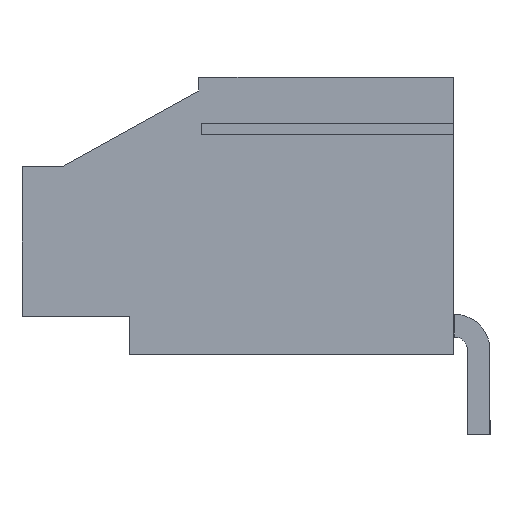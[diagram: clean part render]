
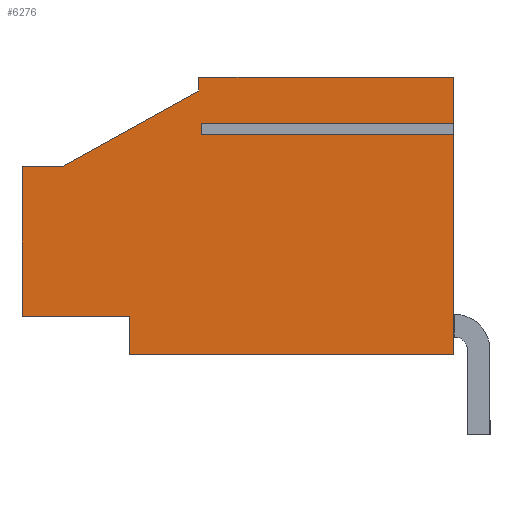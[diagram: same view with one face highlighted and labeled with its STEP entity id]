
A CAD part, left-side view. The second image highlights one B-rep face of the part: STEP entity #6276.
In plain terms, the highlighted planar face has unit normal (-1, 0, 0).
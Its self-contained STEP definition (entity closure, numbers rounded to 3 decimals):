
#6240=AXIS2_PLACEMENT_3D('Plane Axis2P3D',#6237,#6238,#6239) ;
#5822=CARTESIAN_POINT('Vertex',(10.16,18.57,11.963)) ;
#5829=CARTESIAN_POINT('Vertex',(10.16,18.57,6.022)) ;
#5832=CARTESIAN_POINT('Line Origine',(10.16,18.57,8.992)) ;
#5865=CARTESIAN_POINT('Vertex',(10.16,16.958,11.963)) ;
#5868=CARTESIAN_POINT('Line Origine',(10.16,17.764,11.963)) ;
#5889=CARTESIAN_POINT('Vertex',(10.16,11.55,14.961)) ;
#5892=CARTESIAN_POINT('Line Origine',(10.16,14.254,13.462)) ;
#5916=CARTESIAN_POINT('Line Origine',(10.16,11.55,15.239)) ;
#5920=CARTESIAN_POINT('Vertex',(10.16,11.55,15.517)) ;
#5940=CARTESIAN_POINT('Line Origine',(10.16,6.5,15.517)) ;
#5944=CARTESIAN_POINT('Vertex',(10.16,1.45,15.517)) ;
#5982=CARTESIAN_POINT('Vertex',(10.16,1.45,13.692)) ;
#6024=CARTESIAN_POINT('Vertex',(10.16,1.45,13.242)) ;
#6027=CARTESIAN_POINT('Line Origine',(10.16,1.45,8.879)) ;
#6031=CARTESIAN_POINT('Vertex',(10.16,1.45,4.517)) ;
#6039=CARTESIAN_POINT('Line Origine',(10.16,1.45,14.604)) ;
#6130=CARTESIAN_POINT('Vertex',(10.16,14.3,4.517)) ;
#6148=CARTESIAN_POINT('Line Origine',(10.16,7.875,4.517)) ;
#6181=CARTESIAN_POINT('Vertex',(10.16,14.3,6.022)) ;
#6184=CARTESIAN_POINT('Line Origine',(10.16,14.3,5.269)) ;
#6225=CARTESIAN_POINT('Line Origine',(10.16,16.435,6.022)) ;
#6237=CARTESIAN_POINT('Axis2P3D Location',(10.16,10.01,10.017)) ;
#6242=CARTESIAN_POINT('Line Origine',(10.16,6.45,13.242)) ;
#6246=CARTESIAN_POINT('Vertex',(10.16,11.45,13.242)) ;
#6249=CARTESIAN_POINT('Line Origine',(10.16,11.45,13.467)) ;
#6253=CARTESIAN_POINT('Vertex',(10.16,11.45,13.692)) ;
#6256=CARTESIAN_POINT('Line Origine',(10.16,6.45,13.692)) ;
#5833=DIRECTION('Vector Direction',(0.,0.,1.)) ;
#5869=DIRECTION('Vector Direction',(0.,-1.,0.)) ;
#5893=DIRECTION('Vector Direction',(0.,-0.875,0.485)) ;
#5917=DIRECTION('Vector Direction',(0.,0.,-1.)) ;
#5941=DIRECTION('Vector Direction',(0.,1.,0.)) ;
#6028=DIRECTION('Vector Direction',(0.,0.,1.)) ;
#6040=DIRECTION('Vector Direction',(0.,0.,1.)) ;
#6149=DIRECTION('Vector Direction',(0.,1.,0.)) ;
#6185=DIRECTION('Vector Direction',(0.,0.,1.)) ;
#6226=DIRECTION('Vector Direction',(0.,-1.,0.)) ;
#6238=DIRECTION('Axis2P3D Direction',(-1.,0.,0.)) ;
#6239=DIRECTION('Axis2P3D XDirection',(0.,0.,1.)) ;
#6243=DIRECTION('Vector Direction',(0.,1.,0.)) ;
#6250=DIRECTION('Vector Direction',(0.,0.,1.)) ;
#6257=DIRECTION('Vector Direction',(0.,1.,0.)) ;
#5834=VECTOR('Line Direction',#5833,1.) ;
#5870=VECTOR('Line Direction',#5869,1.) ;
#5894=VECTOR('Line Direction',#5893,1.) ;
#5918=VECTOR('Line Direction',#5917,1.) ;
#5942=VECTOR('Line Direction',#5941,1.) ;
#6029=VECTOR('Line Direction',#6028,1.) ;
#6041=VECTOR('Line Direction',#6040,1.) ;
#6150=VECTOR('Line Direction',#6149,1.) ;
#6186=VECTOR('Line Direction',#6185,1.) ;
#6227=VECTOR('Line Direction',#6226,1.) ;
#6244=VECTOR('Line Direction',#6243,1.) ;
#6251=VECTOR('Line Direction',#6250,1.) ;
#6258=VECTOR('Line Direction',#6257,1.) ;
#6262=ORIENTED_EDGE('',*,*,#6043,.T.) ;
#6263=ORIENTED_EDGE('',*,*,#5946,.T.) ;
#6264=ORIENTED_EDGE('',*,*,#5922,.T.) ;
#6265=ORIENTED_EDGE('',*,*,#5896,.F.) ;
#6266=ORIENTED_EDGE('',*,*,#5872,.F.) ;
#6267=ORIENTED_EDGE('',*,*,#5836,.F.) ;
#6268=ORIENTED_EDGE('',*,*,#6229,.T.) ;
#6269=ORIENTED_EDGE('',*,*,#6188,.F.) ;
#6270=ORIENTED_EDGE('',*,*,#6152,.F.) ;
#6271=ORIENTED_EDGE('',*,*,#6033,.T.) ;
#6272=ORIENTED_EDGE('',*,*,#6248,.T.) ;
#6273=ORIENTED_EDGE('',*,*,#6255,.T.) ;
#6274=ORIENTED_EDGE('',*,*,#6260,.F.) ;
#6276=ADVANCED_FACE('3',(#6275),#6241,.T.) ;
#5836=EDGE_CURVE('',#5830,#5823,#5835,.T.) ;
#5872=EDGE_CURVE('',#5823,#5866,#5871,.T.) ;
#5896=EDGE_CURVE('',#5866,#5890,#5895,.T.) ;
#5922=EDGE_CURVE('',#5921,#5890,#5919,.T.) ;
#5946=EDGE_CURVE('',#5945,#5921,#5943,.T.) ;
#6033=EDGE_CURVE('',#6032,#6025,#6030,.T.) ;
#6043=EDGE_CURVE('',#5983,#5945,#6042,.T.) ;
#6152=EDGE_CURVE('',#6032,#6131,#6151,.T.) ;
#6188=EDGE_CURVE('',#6131,#6182,#6187,.T.) ;
#6229=EDGE_CURVE('',#5830,#6182,#6228,.T.) ;
#6248=EDGE_CURVE('',#6025,#6247,#6245,.T.) ;
#6255=EDGE_CURVE('',#6247,#6254,#6252,.T.) ;
#6260=EDGE_CURVE('',#5983,#6254,#6259,.T.) ;
#6261=EDGE_LOOP('',(#6262,#6263,#6264,#6265,#6266,#6267,#6268,#6269,#6270,#6271,#6272,#6273,#6274)) ;
#6275=FACE_OUTER_BOUND('',#6261,.T.) ;
#5835=LINE('Line',#5832,#5834) ;
#5871=LINE('Line',#5868,#5870) ;
#5895=LINE('Line',#5892,#5894) ;
#5919=LINE('Line',#5916,#5918) ;
#5943=LINE('Line',#5940,#5942) ;
#6030=LINE('Line',#6027,#6029) ;
#6042=LINE('Line',#6039,#6041) ;
#6151=LINE('Line',#6148,#6150) ;
#6187=LINE('Line',#6184,#6186) ;
#6228=LINE('Line',#6225,#6227) ;
#6245=LINE('Line',#6242,#6244) ;
#6252=LINE('Line',#6249,#6251) ;
#6259=LINE('Line',#6256,#6258) ;
#6241=PLANE('',#6240) ;
#5823=VERTEX_POINT('',#5822) ;
#5830=VERTEX_POINT('',#5829) ;
#5866=VERTEX_POINT('',#5865) ;
#5890=VERTEX_POINT('',#5889) ;
#5921=VERTEX_POINT('',#5920) ;
#5945=VERTEX_POINT('',#5944) ;
#5983=VERTEX_POINT('',#5982) ;
#6025=VERTEX_POINT('',#6024) ;
#6032=VERTEX_POINT('',#6031) ;
#6131=VERTEX_POINT('',#6130) ;
#6182=VERTEX_POINT('',#6181) ;
#6247=VERTEX_POINT('',#6246) ;
#6254=VERTEX_POINT('',#6253) ;
